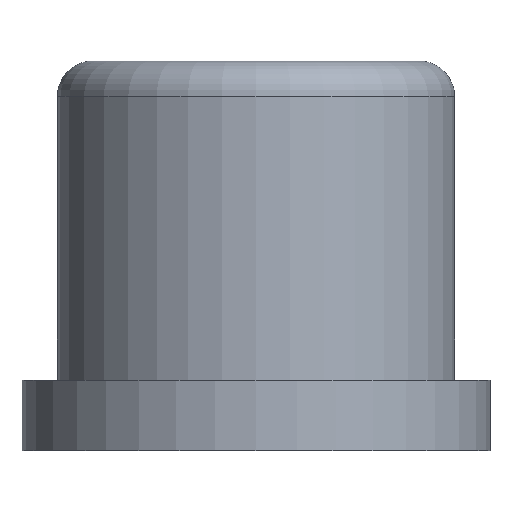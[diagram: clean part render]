
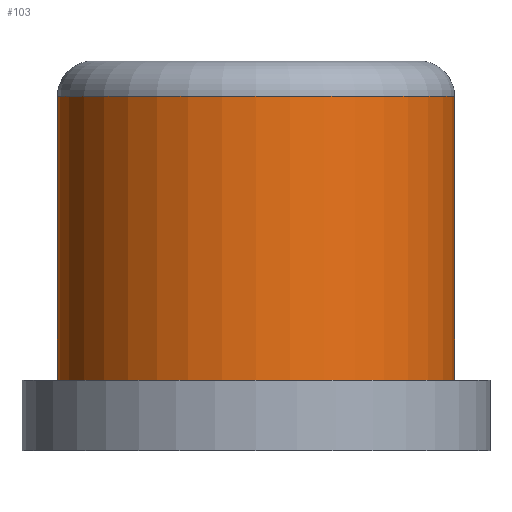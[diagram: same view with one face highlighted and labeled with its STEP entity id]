
A CAD part, front view. The second image highlights one B-rep face of the part: STEP entity #103.
In plain terms, the highlighted cylindrical face has radius 2.8 mm (diameter 5.6 mm), a partial arc.
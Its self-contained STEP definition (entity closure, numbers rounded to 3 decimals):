
#29 = CIRCLE ( 'NONE', #121, 2.8 ) ;
#30 = CARTESIAN_POINT ( 'NONE',  ( 0., 0., 5.5 ) ) ;
#33 = DIRECTION ( 'NONE',  ( 0., 0., -1. ) ) ;
#41 = EDGE_CURVE ( 'NONE', #247, #69, #29, .T. ) ;
#46 = CARTESIAN_POINT ( 'NONE',  ( 0., 0., 5. ) ) ;
#55 = DIRECTION ( 'NONE',  ( 0., 0., -1. ) ) ;
#60 = VERTEX_POINT ( 'NONE', #328 ) ;
#69 = VERTEX_POINT ( 'NONE', #148 ) ;
#70 = DIRECTION ( 'NONE',  ( 0., 0., -1. ) ) ;
#77 = EDGE_CURVE ( 'NONE', #60, #69, #152, .T. ) ;
#78 = FACE_OUTER_BOUND ( 'NONE', #120, .T. ) ;
#89 = CARTESIAN_POINT ( 'NONE',  ( 2.8, 0., 5.5 ) ) ;
#93 = VECTOR ( 'NONE', #33, 1000. ) ;
#95 = ORIENTED_EDGE ( 'NONE', *, *, #96, .T. ) ;
#96 = EDGE_CURVE ( 'NONE', #304, #60, #216, .T. ) ;
#103 = ADVANCED_FACE ( 'NONE', ( #78 ), #284, .T. ) ;
#116 = LINE ( 'NONE', #89, #93 ) ;
#120 = EDGE_LOOP ( 'NONE', ( #326, #95, #187, #254 ) ) ;
#121 = AXIS2_PLACEMENT_3D ( 'NONE', #280, #70, #307 ) ;
#136 = AXIS2_PLACEMENT_3D ( 'NONE', #46, #309, #178 ) ;
#142 = AXIS2_PLACEMENT_3D ( 'NONE', #30, #55, #337 ) ;
#143 = CARTESIAN_POINT ( 'NONE',  ( 2.8, 0., 1. ) ) ;
#148 = CARTESIAN_POINT ( 'NONE',  ( -2.8, 0., 1. ) ) ;
#152 = LINE ( 'NONE', #199, #171 ) ;
#171 = VECTOR ( 'NONE', #231, 1000. ) ;
#178 = DIRECTION ( 'NONE',  ( 1., 0., 0. ) ) ;
#187 = ORIENTED_EDGE ( 'NONE', *, *, #77, .T. ) ;
#199 = CARTESIAN_POINT ( 'NONE',  ( -2.8, 0., 5.5 ) ) ;
#215 = CARTESIAN_POINT ( 'NONE',  ( 2.8, 0., 5. ) ) ;
#216 = CIRCLE ( 'NONE', #136, 2.8 ) ;
#231 = DIRECTION ( 'NONE',  ( 0., 0., -1. ) ) ;
#247 = VERTEX_POINT ( 'NONE', #143 ) ;
#254 = ORIENTED_EDGE ( 'NONE', *, *, #41, .F. ) ;
#268 = EDGE_CURVE ( 'NONE', #304, #247, #116, .T. ) ;
#280 = CARTESIAN_POINT ( 'NONE',  ( 0., 0., 1. ) ) ;
#284 = CYLINDRICAL_SURFACE ( 'NONE', #142, 2.8 ) ;
#304 = VERTEX_POINT ( 'NONE', #215 ) ;
#307 = DIRECTION ( 'NONE',  ( -1., 0., 0. ) ) ;
#309 = DIRECTION ( 'NONE',  ( 0., 0., -1. ) ) ;
#326 = ORIENTED_EDGE ( 'NONE', *, *, #268, .F. ) ;
#328 = CARTESIAN_POINT ( 'NONE',  ( -2.8, 0., 5. ) ) ;
#337 = DIRECTION ( 'NONE',  ( -1., 0., 0. ) ) ;
